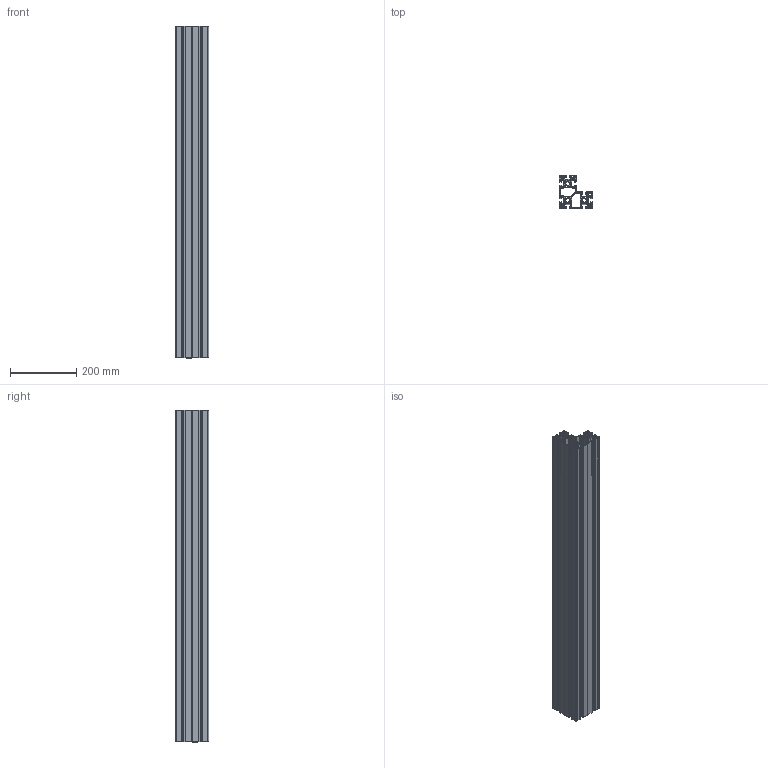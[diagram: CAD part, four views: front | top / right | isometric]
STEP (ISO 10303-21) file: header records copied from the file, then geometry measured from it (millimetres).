
FILE_DESCRIPTION (( 'STEP AP214' ), '1' );
FILE_NAME ('61010.22LX Êîíñòðóêöèîííûé ïðîôèëü 100õ100.22LX.STEP', '2020-09-15T09:30:47', ( 'Ïîëüçîâàòåëü Windows' ), ( '' ), 'SwSTEP 2.0', 'SolidWorks 2020', '' );
FILE_SCHEMA (( 'AUTOMOTIVE_DESIGN' ));
Length unit declared in the file: millimetre
Products named in the file (1): 61010.22LX Êîíñòðóêöèîííûé ïðîôèëü 100õ100.22LX
Bounding box: 100 x 100 x 1000 mm (x, y, z)
Volume: 2132817.8 mm3; surface area: 1846559.1 mm2
Topology: 1 solids, 1 shells, 854 faces, 2559 edges, 1706 vertices
Faces by surface type: plane 449, cylinder 405
Entity records: 29047 total; most frequent: CARTESIAN_POINT 5120, ORIENTED_EDGE 5118, DIRECTION 5079, EDGE_CURVE 2559, LINE 1749, VECTOR 1749, VERTEX_POINT 1706, AXIS2_PLACEMENT_3D 1665
